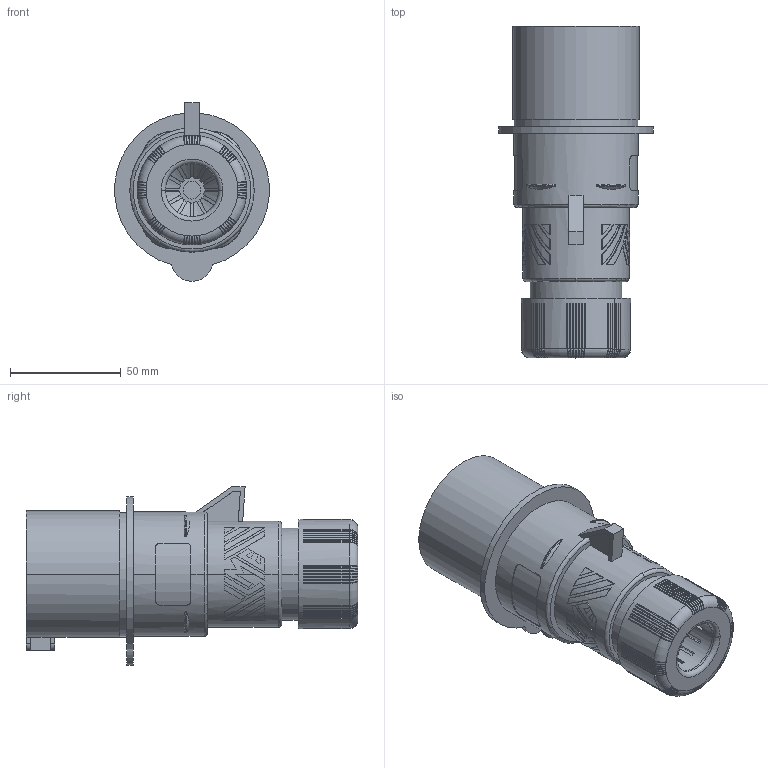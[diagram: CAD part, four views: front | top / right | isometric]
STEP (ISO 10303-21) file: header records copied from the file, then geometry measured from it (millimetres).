
FILE_DESCRIPTION(('Creo Elements/Direct Modeling STEP Export'),'2;1');
FILE_NAME('3g6gu5h5rm5j0ut13352','2023-07-12T11:12:07',(''),(''),'Creo Elements/Direct Modeling STEP processor for AP214 (Solid Model)','Creo Elements/Direct Modeling 20.1D 10-Oct-2020 (C) Parametric Technology GmbH','');
FILE_SCHEMA(('AUTOMOTIVE_DESIGN { 1 0 10303 214 1 1 1 1 }'));
Products named in the file (2): PE_3293_SV
Assembly tree (1 placements, depth 2):
  PE_3293_SV
    PE_3293_SV
Bounding box: 69.76 x 150 x 80.7 mm (x, y, z)
Volume: 230105.7 mm3; surface area: 56452.4 mm2
Topology: 1 solids, 1 shells, 988 faces, 2719 edges, 1672 vertices
Faces by surface type: plane 580, cylinder 163, sphere 112, torus 87, cone 46
Entity records: 53302 total; most frequent: CARTESIAN_POINT 21575, ORIENTED_EDGE 5214, DIRECTION 4731, EDGE_CURVE 2607, AXIS2_PLACEMENT_3D 1759, VERTEX_POINT 1672, VECTOR 1213, LINE 1213
